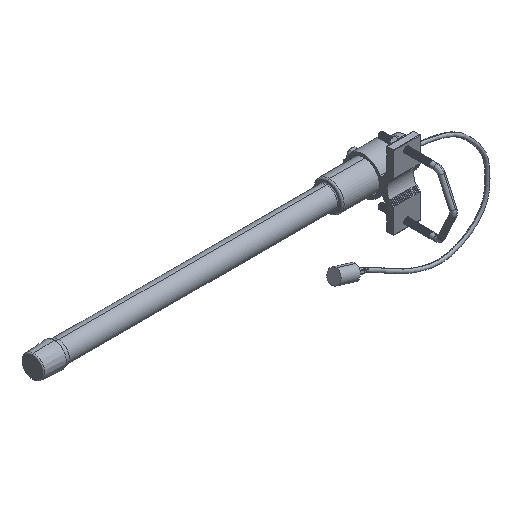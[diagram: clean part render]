
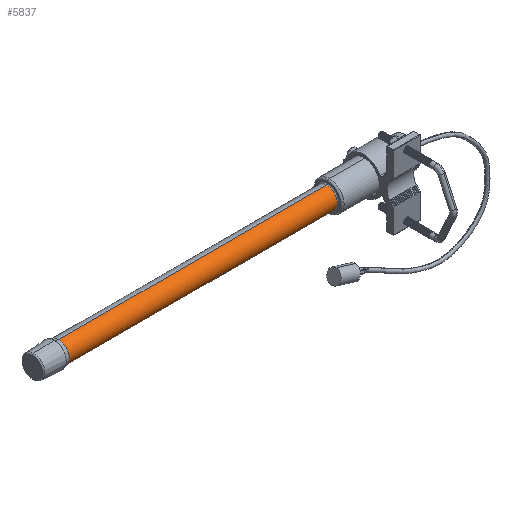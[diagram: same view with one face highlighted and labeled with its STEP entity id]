
A CAD part, isometric view. The second image highlights one B-rep face of the part: STEP entity #5837.
In plain terms, the highlighted cylindrical face has radius 11.989 mm (diameter 23.978 mm), a partial arc.
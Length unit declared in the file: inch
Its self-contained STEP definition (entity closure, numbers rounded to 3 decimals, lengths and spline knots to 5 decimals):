
#4306 = ORIENTED_EDGE ( 'NONE', *, *, #5924, .F. ) ;
#4396 = EDGE_CURVE ( 'NONE', #4448, #4446, #13472, .T. ) ;
#4444 = VERTEX_POINT ( 'NONE', #13723 ) ;
#4446 = VERTEX_POINT ( 'NONE', #13725 ) ;
#4448 = VERTEX_POINT ( 'NONE', #13724 ) ;
#4459 = VERTEX_POINT ( 'NONE', #13756 ) ;
#5812 = ORIENTED_EDGE ( 'NONE', *, *, #5912, .T. ) ;
#5831 = EDGE_CURVE ( 'NONE', #4459, #4444, #18141, .T. ) ;
#5833 = ORIENTED_EDGE ( 'NONE', *, *, #4396, .T. ) ;
#5837 = ADVANCED_FACE ( 'NONE', ( #18183 ), #18195, .T. ) ;
#5859 = ORIENTED_EDGE ( 'NONE', *, *, #5831, .F. ) ;
#5863 = EDGE_LOOP ( 'NONE', ( #4306, #5833, #5812, #5859 ) ) ;
#5912 = EDGE_CURVE ( 'NONE', #4446, #4444, #18503, .T. ) ;
#5924 = EDGE_CURVE ( 'NONE', #4448, #4459, #18591, .T. ) ;
#13472 = CIRCLE ( 'NONE', #13492, 0.472 ) ;
#13488 = DIRECTION ( 'NONE',  ( 0., 0., 1. ) ) ;
#13489 = DIRECTION ( 'NONE',  ( -1., 0., 0. ) ) ;
#13490 = CARTESIAN_POINT ( 'NONE',  ( -3.54, 0., 0. ) ) ;
#13492 = AXIS2_PLACEMENT_3D ( 'NONE', #13490, #13489, #13488 ) ;
#13723 = CARTESIAN_POINT ( 'NONE',  ( -15.5155, 0., 0.472 ) ) ;
#13724 = CARTESIAN_POINT ( 'NONE',  ( -3.54, 0., -0.472 ) ) ;
#13725 = CARTESIAN_POINT ( 'NONE',  ( -3.54, 0., 0.472 ) ) ;
#13756 = CARTESIAN_POINT ( 'NONE',  ( -15.5155, 0., -0.472 ) ) ;
#18141 = CIRCLE ( 'NONE', #18215, 0.472 ) ;
#18183 = FACE_OUTER_BOUND ( 'NONE', #5863, .T. ) ;
#18195 = CYLINDRICAL_SURFACE ( 'NONE', #18205, 0.472 ) ;
#18205 = AXIS2_PLACEMENT_3D ( 'NONE', #18212, #18231, #18230 ) ;
#18206 = DIRECTION ( 'NONE',  ( 0., 0., 1. ) ) ;
#18207 = DIRECTION ( 'NONE',  ( -1., 0., 0. ) ) ;
#18208 = CARTESIAN_POINT ( 'NONE',  ( -15.5155, 0., 0. ) ) ;
#18212 = CARTESIAN_POINT ( 'NONE',  ( 0.10087, 0., 0. ) ) ;
#18215 = AXIS2_PLACEMENT_3D ( 'NONE', #18208, #18207, #18206 ) ;
#18230 = DIRECTION ( 'NONE',  ( 0., 0., 1. ) ) ;
#18231 = DIRECTION ( 'NONE',  ( -1., 0., 0. ) ) ;
#18500 = DIRECTION ( 'NONE',  ( -1., 0., 0. ) ) ;
#18501 = VECTOR ( 'NONE', #18500, 39.37008 ) ;
#18502 = CARTESIAN_POINT ( 'NONE',  ( 0.10087, 0., 0.472 ) ) ;
#18503 = LINE ( 'NONE', #18502, #18501 ) ;
#18588 = DIRECTION ( 'NONE',  ( -1., 0., 0. ) ) ;
#18589 = VECTOR ( 'NONE', #18588, 39.37008 ) ;
#18590 = CARTESIAN_POINT ( 'NONE',  ( 0.10087, 0., -0.472 ) ) ;
#18591 = LINE ( 'NONE', #18590, #18589 ) ;
